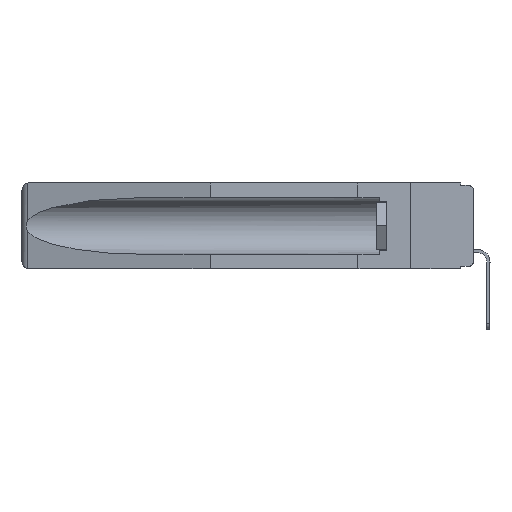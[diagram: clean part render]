
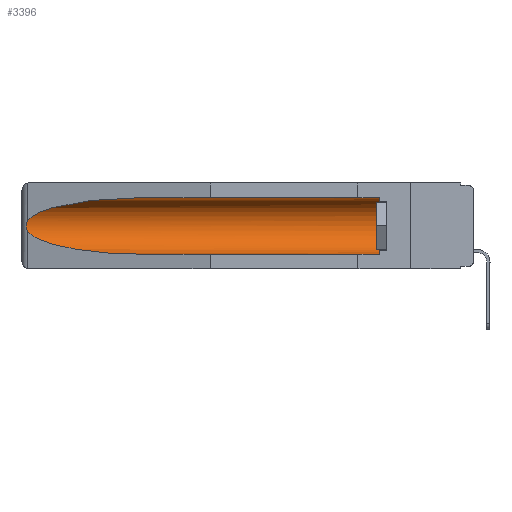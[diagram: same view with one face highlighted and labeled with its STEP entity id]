
A CAD part, left-side view. The second image highlights one B-rep face of the part: STEP entity #3396.
In plain terms, the highlighted cylindrical face has radius 2.857 mm (diameter 5.715 mm), a partial arc.
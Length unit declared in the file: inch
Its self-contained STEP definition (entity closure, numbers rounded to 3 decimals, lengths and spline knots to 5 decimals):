
#501 = B_SPLINE_CURVE_WITH_KNOTS ( 'NONE', 3,
 ( #21451, #4713, #14750, #23554, #19221, #1937, #21170, #17267, #2087, #6802 ),
 .UNSPECIFIED., .F., .F.,
 ( 4, 2, 2, 2, 4 ),
 ( 0., 0.00029, 0.00058, 0.00087, 0.00117 ),
 .UNSPECIFIED. ) ;
#1144 = ORIENTED_EDGE ( 'NONE', *, *, #4834, .T. ) ;
#1216 = ORIENTED_EDGE ( 'NONE', *, *, #23956, .T. ) ;
#1217 = VERTEX_POINT ( 'NONE', #8984 ) ;
#1914 = CARTESIAN_POINT ( 'NONE',  ( 0.25451, 1.48313, -0.09465 ) ) ;
#1937 = CARTESIAN_POINT ( 'NONE',  ( 0.2675, 1.53308, -0.17534 ) ) ;
#2087 = CARTESIAN_POINT ( 'NONE',  ( 0.26597, 1.5296, -0.19026 ) ) ;
#2201 = VERTEX_POINT ( 'NONE', #6194 ) ;
#2252 = LINE ( 'NONE', #10460, #21791 ) ;
#3094 = EDGE_CURVE ( 'NONE', #24518, #2201, #2252, .T. ) ;
#3396 = ADVANCED_FACE ( 'NONE', ( #23991 ), #4886, .F. ) ;
#3501 = CARTESIAN_POINT ( 'NONE',  ( 0.21114, 1.30732, -0.284 ) ) ;
#3645 = CARTESIAN_POINT ( 'NONE',  ( 0.26537, 1.52718, -0.19328 ) ) ;
#3883 = AXIS2_PLACEMENT_3D ( 'NONE', #16463, #22485, #16329 ) ;
#4138 = CARTESIAN_POINT ( 'NONE',  ( 0.26537, 1.52718, -0.14972 ) ) ;
#4713 = CARTESIAN_POINT ( 'NONE',  ( 0.26597, 1.52961, -0.15275 ) ) ;
#4834 = EDGE_CURVE ( 'NONE', #7883, #27154, #501, .T. ) ;
#4886 = CYLINDRICAL_SURFACE ( 'NONE', #23044, 0.1125 ) ;
#5589 = CARTESIAN_POINT ( 'NONE',  ( 0.25451, 1.48313, -0.24835 ) ) ;
#6194 = CARTESIAN_POINT ( 'NONE',  ( 0.155, 1.07973, -0.059 ) ) ;
#6502 = CARTESIAN_POINT ( 'NONE',  ( 0.21114, 1.30732, -0.059 ) ) ;
#6802 = CARTESIAN_POINT ( 'NONE',  ( 0.26537, 1.52718, -0.19328 ) ) ;
#7347 = CARTESIAN_POINT ( 'NONE',  ( 0.26537, 1.52718, -0.14972 ) ) ;
#7883 = VERTEX_POINT ( 'NONE', #7347 ) ;
#8148 = VERTEX_POINT ( 'NONE', #12633 ) ;
#8500 = DIRECTION ( 'NONE',  ( 0., 1., 0. ) ) ;
#8984 = CARTESIAN_POINT ( 'NONE',  ( 0.155, 0.126, -0.284 ) ) ;
#9908 = CARTESIAN_POINT ( 'NONE',  ( 0.155, 1.07973, -0.284 ) ) ;
#10152 =( BOUNDED_CURVE ( )  B_SPLINE_CURVE ( 3, ( #14722, #6502, #1914, #4138 ),
 .UNSPECIFIED., .F., .T. ) 
 B_SPLINE_CURVE_WITH_KNOTS ( ( 4, 4 ),
 ( 4.71239, 6.08839 ),
 .UNSPECIFIED. ) 
 CURVE ( )  GEOMETRIC_REPRESENTATION_ITEM ( )  RATIONAL_B_SPLINE_CURVE ( ( 1., 0.848, 0.848, 1. ) ) 
 REPRESENTATION_ITEM ( '' )  );
#10438 = LINE ( 'NONE', #19085, #11123 ) ;
#10460 = CARTESIAN_POINT ( 'NONE',  ( 0.155, -0.30754, -0.059 ) ) ;
#11123 = VECTOR ( 'NONE', #16992, 39.37008 ) ;
#11334 = ORIENTED_EDGE ( 'NONE', *, *, #16747, .T. ) ;
#12633 = CARTESIAN_POINT ( 'NONE',  ( 0.155, 1.07973, -0.284 ) ) ;
#12928 = EDGE_LOOP ( 'NONE', ( #11334, #1144, #19092, #23148, #1216, #22380 ) ) ;
#13024 =( BOUNDED_CURVE ( )  B_SPLINE_CURVE ( 3, ( #3645, #5589, #3501, #9908 ),
 .UNSPECIFIED., .F., .F. ) 
 B_SPLINE_CURVE_WITH_KNOTS ( ( 4, 4 ),
 ( 0.1948, 1.5708 ),
 .UNSPECIFIED. ) 
 CURVE ( )  GEOMETRIC_REPRESENTATION_ITEM ( )  RATIONAL_B_SPLINE_CURVE ( ( 1., 0.848, 0.848, 1. ) ) 
 REPRESENTATION_ITEM ( '' )  );
#13231 = CIRCLE ( 'NONE', #3883, 0.1125 ) ;
#13523 = DIRECTION ( 'NONE',  ( 0., 1., 0. ) ) ;
#14722 = CARTESIAN_POINT ( 'NONE',  ( 0.155, 1.07973, -0.059 ) ) ;
#14750 = CARTESIAN_POINT ( 'NONE',  ( 0.26654, 1.53092, -0.15636 ) ) ;
#16329 = DIRECTION ( 'NONE',  ( 0., 0., 1. ) ) ;
#16463 = CARTESIAN_POINT ( 'NONE',  ( 0.155, 0.126, -0.1715 ) ) ;
#16747 = EDGE_CURVE ( 'NONE', #2201, #7883, #10152, .T. ) ;
#16992 = DIRECTION ( 'NONE',  ( 0., 1., 0. ) ) ;
#17267 = CARTESIAN_POINT ( 'NONE',  ( 0.26655, 1.53094, -0.18657 ) ) ;
#19085 = CARTESIAN_POINT ( 'NONE',  ( 0.155, -0.30754, -0.284 ) ) ;
#19092 = ORIENTED_EDGE ( 'NONE', *, *, #19966, .T. ) ;
#19221 = CARTESIAN_POINT ( 'NONE',  ( 0.2675, 1.53308, -0.16763 ) ) ;
#19806 = CARTESIAN_POINT ( 'NONE',  ( 0.155, -0.30754, -0.1715 ) ) ;
#19966 = EDGE_CURVE ( 'NONE', #27154, #8148, #13024, .T. ) ;
#21170 = CARTESIAN_POINT ( 'NONE',  ( 0.2673, 1.53269, -0.17917 ) ) ;
#21451 = CARTESIAN_POINT ( 'NONE',  ( 0.26537, 1.52718, -0.14972 ) ) ;
#21791 = VECTOR ( 'NONE', #8500, 39.37008 ) ;
#22380 = ORIENTED_EDGE ( 'NONE', *, *, #3094, .T. ) ;
#22485 = DIRECTION ( 'NONE',  ( 0., -1., 0. ) ) ;
#22577 = DIRECTION ( 'NONE',  ( 0., 0., 1. ) ) ;
#23044 = AXIS2_PLACEMENT_3D ( 'NONE', #19806, #13523, #22577 ) ;
#23148 = ORIENTED_EDGE ( 'NONE', *, *, #26923, .F. ) ;
#23554 = CARTESIAN_POINT ( 'NONE',  ( 0.2673, 1.5327, -0.16383 ) ) ;
#23956 = EDGE_CURVE ( 'NONE', #1217, #24518, #13231, .T. ) ;
#23991 = FACE_OUTER_BOUND ( 'NONE', #12928, .T. ) ;
#24518 = VERTEX_POINT ( 'NONE', #26172 ) ;
#24651 = CARTESIAN_POINT ( 'NONE',  ( 0.26537, 1.52718, -0.19328 ) ) ;
#26172 = CARTESIAN_POINT ( 'NONE',  ( 0.155, 0.126, -0.059 ) ) ;
#26923 = EDGE_CURVE ( 'NONE', #1217, #8148, #10438, .T. ) ;
#27154 = VERTEX_POINT ( 'NONE', #24651 ) ;
